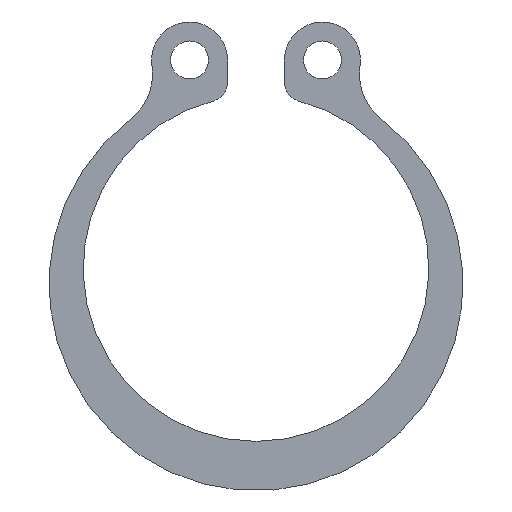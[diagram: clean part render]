
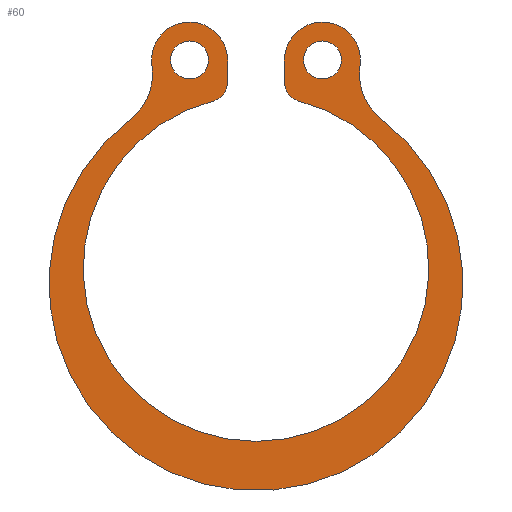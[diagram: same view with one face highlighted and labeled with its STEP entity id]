
A CAD part, front view. The second image highlights one B-rep face of the part: STEP entity #60.
In plain terms, the highlighted planar face has unit normal (0, -1, 0).
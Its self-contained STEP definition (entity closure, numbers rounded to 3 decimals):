
#60=ADVANCED_FACE('',(#189,#191,#193),#195,.F.);
#189=FACE_BOUND('',#190,.T.);
#190=EDGE_LOOP('',(#300,#301,#302,#303,#304,#305,#306,#307,#308,#309));
#191=FACE_BOUND('',#192,.T.);
#192=EDGE_LOOP('',(#310));
#193=FACE_BOUND('',#194,.T.);
#194=EDGE_LOOP('',(#311));
#195=PLANE('',#196);
#196=AXIS2_PLACEMENT_3D('',#197,#198,#199);
#197=CARTESIAN_POINT('',(0.,0.,0.));
#198=DIRECTION('',(0.,1.,0.));
#199=DIRECTION('',(1.,0.,0.));
#300=ORIENTED_EDGE('',*,*,#368,.F.);
#301=ORIENTED_EDGE('',*,*,#369,.T.);
#302=ORIENTED_EDGE('',*,*,#370,.F.);
#303=ORIENTED_EDGE('',*,*,#371,.T.);
#304=ORIENTED_EDGE('',*,*,#372,.F.);
#305=ORIENTED_EDGE('',*,*,#373,.F.);
#306=ORIENTED_EDGE('',*,*,#374,.F.);
#307=ORIENTED_EDGE('',*,*,#375,.T.);
#308=ORIENTED_EDGE('',*,*,#376,.T.);
#309=ORIENTED_EDGE('',*,*,#377,.T.);
#310=ORIENTED_EDGE('',*,*,#378,.T.);
#311=ORIENTED_EDGE('',*,*,#379,.T.);
#368=EDGE_CURVE('',#414,#415,#416,.F.);
#369=EDGE_CURVE('',#414,#417,#418,.T.);
#370=EDGE_CURVE('',#419,#417,#420,.F.);
#371=EDGE_CURVE('',#419,#421,#422,.T.);
#372=EDGE_CURVE('',#423,#421,#424,.T.);
#373=EDGE_CURVE('',#425,#423,#426,.T.);
#374=EDGE_CURVE('',#427,#425,#428,.T.);
#375=EDGE_CURVE('',#427,#429,#430,.T.);
#376=EDGE_CURVE('',#429,#431,#432,.T.);
#377=EDGE_CURVE('',#431,#415,#433,.T.);
#378=EDGE_CURVE('',#434,#434,#435,.T.);
#379=EDGE_CURVE('',#436,#436,#437,.T.);
#414=VERTEX_POINT('',#506);
#415=VERTEX_POINT('',#507);
#416=CIRCLE('',#508,1.);
#417=VERTEX_POINT('',#512);
#418=CIRCLE('',#513,9.1);
#419=VERTEX_POINT('',#517);
#420=CIRCLE('',#518,1.);
#421=VERTEX_POINT('',#522);
#422=LINE('',#523,#524);
#423=VERTEX_POINT('',#526);
#424=CIRCLE('',#527,2.);
#425=VERTEX_POINT('',#531);
#426=CIRCLE('',#532,3.);
#427=VERTEX_POINT('',#536);
#428=CIRCLE('',#537,10.9);
#429=VERTEX_POINT('',#541);
#430=CIRCLE('',#542,3.);
#431=VERTEX_POINT('',#546);
#432=CIRCLE('',#547,2.);
#433=LINE('',#551,#552);
#434=VERTEX_POINT('',#554);
#435=CIRCLE('',#555,1.);
#436=VERTEX_POINT('',#559);
#437=CIRCLE('',#560,1.);
#506=CARTESIAN_POINT('',(2.252,0.,8.817));
#507=CARTESIAN_POINT('',(1.5,0.,9.786));
#508=AXIS2_PLACEMENT_3D('',#509,#510,#511);
#509=CARTESIAN_POINT('',(2.5,0.,9.786));
#510=DIRECTION('',(0.,-1.,0.));
#511=DIRECTION('',(-1.,0.,0.));
#512=CARTESIAN_POINT('',(-2.252,0.,8.817));
#513=AXIS2_PLACEMENT_3D('',#514,#515,#516);
#514=CARTESIAN_POINT('',(0.,0.,0.));
#515=DIRECTION('',(0.,1.,0.));
#516=DIRECTION('',(0.248,0.,0.969));
#517=CARTESIAN_POINT('',(-1.5,0.,9.786));
#518=AXIS2_PLACEMENT_3D('',#519,#520,#521);
#519=CARTESIAN_POINT('',(-2.5,0.,9.786));
#520=DIRECTION('',(0.,-1.,0.));
#521=DIRECTION('',(0.248,0.,-0.969));
#522=CARTESIAN_POINT('',(-1.5,0.,10.976));
#523=CARTESIAN_POINT('',(-1.5,0.,9.786));
#524=VECTOR('',#525,1.);
#525=DIRECTION('',(0.,0.,1.));
#526=CARTESIAN_POINT('',(-5.478,0.,10.681));
#527=AXIS2_PLACEMENT_3D('',#528,#529,#530);
#528=CARTESIAN_POINT('',(-3.5,0.,10.976));
#529=DIRECTION('',(0.,1.,0.));
#530=DIRECTION('',(-0.989,0.,-0.147));
#531=CARTESIAN_POINT('',(-6.623,0.,7.857));
#532=AXIS2_PLACEMENT_3D('',#533,#534,#535);
#533=CARTESIAN_POINT('',(-8.446,0.,10.24));
#534=DIRECTION('',(0.,-1.,0.));
#535=DIRECTION('',(0.608,0.,-0.794));
#536=CARTESIAN_POINT('',(6.623,0.,7.857));
#537=AXIS2_PLACEMENT_3D('',#538,#539,#540);
#538=CARTESIAN_POINT('',(0.,0.,-0.8));
#539=DIRECTION('',(0.,1.,0.));
#540=DIRECTION('',(0.608,0.,0.794));
#541=CARTESIAN_POINT('',(5.478,0.,10.681));
#542=AXIS2_PLACEMENT_3D('',#543,#544,#545);
#543=CARTESIAN_POINT('',(8.446,0.,10.24));
#544=DIRECTION('',(0.,1.,0.));
#545=DIRECTION('',(-0.608,0.,-0.794));
#546=CARTESIAN_POINT('',(1.5,0.,10.976));
#547=AXIS2_PLACEMENT_3D('',#548,#549,#550);
#548=CARTESIAN_POINT('',(3.5,0.,10.976));
#549=DIRECTION('',(0.,-1.,0.));
#550=DIRECTION('',(0.989,0.,-0.147));
#551=CARTESIAN_POINT('',(1.5,0.,10.976));
#552=VECTOR('',#553,1.);
#553=DIRECTION('',(0.,0.,-1.));
#554=CARTESIAN_POINT('',(-2.5,0.,10.976));
#555=AXIS2_PLACEMENT_3D('',#556,#557,#558);
#556=CARTESIAN_POINT('',(-3.5,0.,10.976));
#557=DIRECTION('',(0.,1.,0.));
#558=DIRECTION('',(1.,0.,0.));
#559=CARTESIAN_POINT('',(2.5,0.,10.976));
#560=AXIS2_PLACEMENT_3D('',#561,#562,#563);
#561=CARTESIAN_POINT('',(3.5,0.,10.976));
#562=DIRECTION('',(0.,1.,0.));
#563=DIRECTION('',(-1.,0.,0.));
